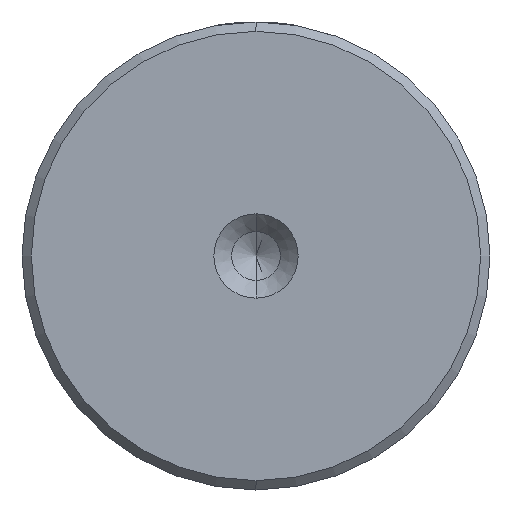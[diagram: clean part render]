
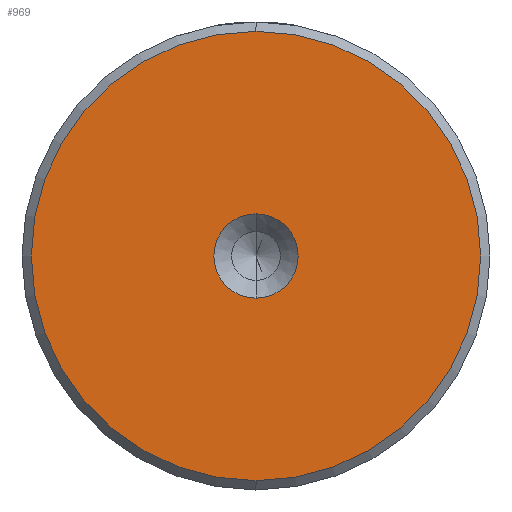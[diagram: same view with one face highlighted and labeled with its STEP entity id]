
A CAD part, left-side view. The second image highlights one B-rep face of the part: STEP entity #969.
In plain terms, the highlighted planar face has unit normal (-1, 0, 0).
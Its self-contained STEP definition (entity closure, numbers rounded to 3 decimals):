
#6 = CARTESIAN_POINT ( 'NONE',  ( 0., 0., 12. ) ) ;
#28 = ORIENTED_EDGE ( 'NONE', *, *, #430, .F. ) ;
#90 = DIRECTION ( 'NONE',  ( 0., 0., 1. ) ) ;
#111 = EDGE_LOOP ( 'NONE', ( #392, #159 ) ) ;
#159 = ORIENTED_EDGE ( 'NONE', *, *, #2180, .T. ) ;
#188 = CARTESIAN_POINT ( 'NONE',  ( 0., 0., 2.25 ) ) ;
#191 = FACE_OUTER_BOUND ( 'NONE', #111, .T. ) ;
#195 = CARTESIAN_POINT ( 'NONE',  ( 0., 0., -12. ) ) ;
#301 = DIRECTION ( 'NONE',  ( -1., 0., 0. ) ) ;
#323 = DIRECTION ( 'NONE',  ( 0., 0., 1. ) ) ;
#392 = ORIENTED_EDGE ( 'NONE', *, *, #1238, .T. ) ;
#413 = VERTEX_POINT ( 'NONE', #1010 ) ;
#430 = EDGE_CURVE ( 'NONE', #1342, #413, #787, .T. ) ;
#485 = DIRECTION ( 'NONE',  ( -1., 0., 0. ) ) ;
#504 = CARTESIAN_POINT ( 'NONE',  ( 0., 0., 0. ) ) ;
#535 = AXIS2_PLACEMENT_3D ( 'NONE', #1813, #801, #1987 ) ;
#663 = CIRCLE ( 'NONE', #535, 2.25 ) ;
#672 = CARTESIAN_POINT ( 'NONE',  ( 0., 0., 0. ) ) ;
#777 = VERTEX_POINT ( 'NONE', #6 ) ;
#787 = CIRCLE ( 'NONE', #2013, 2.25 ) ;
#801 = DIRECTION ( 'NONE',  ( -1., 0., 0. ) ) ;
#842 = AXIS2_PLACEMENT_3D ( 'NONE', #877, #2071, #1046 ) ;
#877 = CARTESIAN_POINT ( 'NONE',  ( 0., 0., 0. ) ) ;
#969 = ADVANCED_FACE ( 'NONE', ( #191, #1983 ), #2037, .T. ) ;
#1010 = CARTESIAN_POINT ( 'NONE',  ( 0., 0., -2.25 ) ) ;
#1015 = DIRECTION ( 'NONE',  ( 0., 0., 1. ) ) ;
#1046 = DIRECTION ( 'NONE',  ( 0., 0., 1. ) ) ;
#1167 = DIRECTION ( 'NONE',  ( -1., 0., 0. ) ) ;
#1204 = CIRCLE ( 'NONE', #1333, 12. ) ;
#1238 = EDGE_CURVE ( 'NONE', #1368, #777, #1498, .T. ) ;
#1333 = AXIS2_PLACEMENT_3D ( 'NONE', #2176, #1167, #90 ) ;
#1342 = VERTEX_POINT ( 'NONE', #188 ) ;
#1368 = VERTEX_POINT ( 'NONE', #195 ) ;
#1467 = ORIENTED_EDGE ( 'NONE', *, *, #2097, .F. ) ;
#1474 = EDGE_LOOP ( 'NONE', ( #28, #1467 ) ) ;
#1498 = CIRCLE ( 'NONE', #842, 12. ) ;
#1799 = AXIS2_PLACEMENT_3D ( 'NONE', #672, #301, #1015 ) ;
#1813 = CARTESIAN_POINT ( 'NONE',  ( 0., 0., 0. ) ) ;
#1983 = FACE_BOUND ( 'NONE', #1474, .T. ) ;
#1987 = DIRECTION ( 'NONE',  ( 0., 0., 1. ) ) ;
#2013 = AXIS2_PLACEMENT_3D ( 'NONE', #504, #485, #323 ) ;
#2037 = PLANE ( 'NONE',  #1799 ) ;
#2071 = DIRECTION ( 'NONE',  ( -1., 0., 0. ) ) ;
#2097 = EDGE_CURVE ( 'NONE', #413, #1342, #663, .T. ) ;
#2176 = CARTESIAN_POINT ( 'NONE',  ( 0., 0., 0. ) ) ;
#2180 = EDGE_CURVE ( 'NONE', #777, #1368, #1204, .T. ) ;
